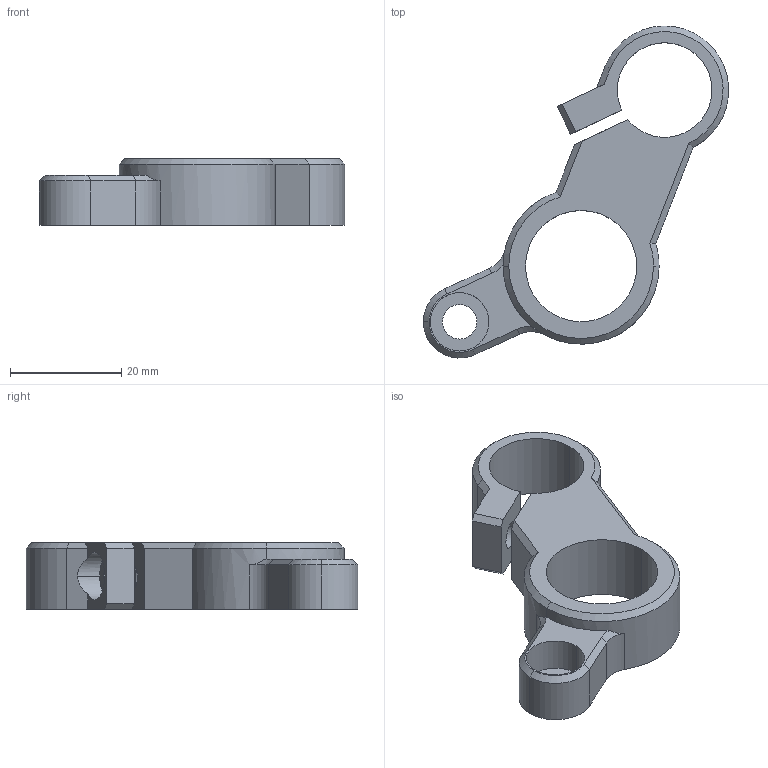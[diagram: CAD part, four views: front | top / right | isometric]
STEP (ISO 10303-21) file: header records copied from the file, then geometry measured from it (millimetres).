
FILE_DESCRIPTION (( 'STEP AP214' ), '1' );
FILE_NAME ('Guide arbre de selection avec support starter.STEP', '2023-02-07T19:12:43', ( '' ), ( '' ), 'SwSTEP 2.0', 'SolidWorks 2023', '' );
FILE_SCHEMA (( 'AUTOMOTIVE_DESIGN' ));
Length unit declared in the file: millimetre
Products named in the file (1): Guide arbre de selection avec support starter
Bounding box: 54.79 x 59.61 x 12 mm (x, y, z)
Volume: 9748.1 mm3; surface area: 6111.3 mm2
Topology: 1 solids, 1 shells, 86 faces, 235 edges, 153 vertices
Faces by surface type: cylinder 53, plane 22, cone 8, bspline 3
Entity records: 5256 total; most frequent: CARTESIAN_POINT 3235, ORIENTED_EDGE 470, DIRECTION 374, EDGE_CURVE 235, VERTEX_POINT 153, AXIS2_PLACEMENT_3D 136, LINE 102, VECTOR 102
